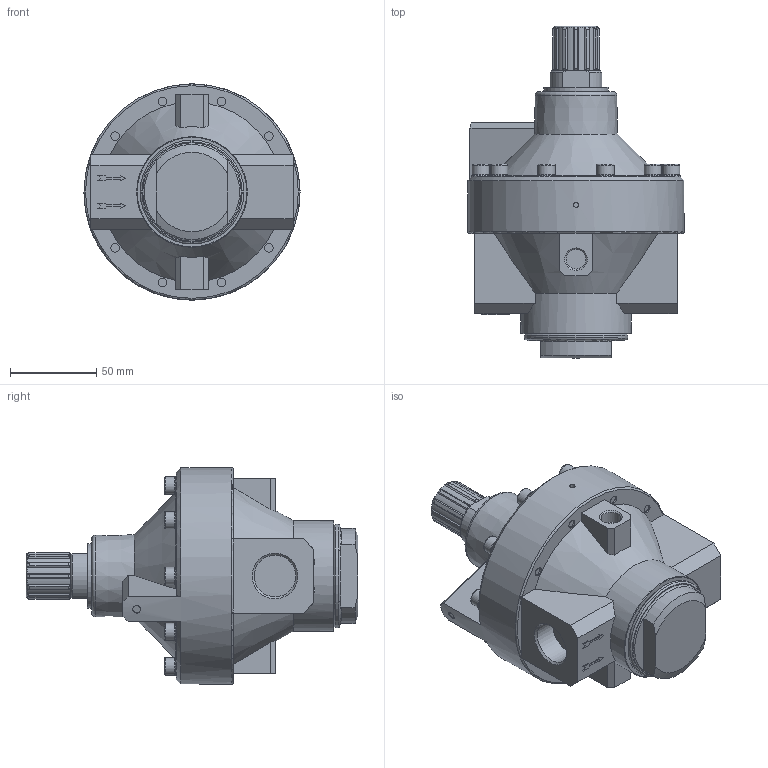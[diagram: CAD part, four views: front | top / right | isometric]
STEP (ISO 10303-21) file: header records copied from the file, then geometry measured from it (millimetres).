
FILE_DESCRIPTION( ( 'STEP AP214' ), ' ' );
FILE_NAME( '9.1554.00.230.0.stp', '2017-03-08T09:30:07', ( '' ), ( '' ), ' ', 'PARTsolutions', ' ' );
FILE_SCHEMA( ( 'AUTOMOTIVE_DESIGN { 1 0 10303 214 1 1 1 1 }' ) );
Length unit declared in the file: millimetre
Products named in the file (2): 9.1554.00.230.0; _DRP 50 A(00)-1
Assembly tree (1 placements, depth 2):
  9.1554.00.230.0
    _DRP 50 A(00)-1
Bounding box: 125 x 192 x 125 mm (x, y, z)
Volume: 973227 mm3; surface area: 72919.9 mm2
Topology: 1 solids, 1 shells, 328 faces, 813 edges, 523 vertices
Faces by surface type: plane 190, cylinder 91, cone 25, torus 22
Full cylindrical faces by diameter (mm): 3 x2, 4.5 x1, 4.917 x8, 10 x10, 11 x10, 11.445 x1, 21 x1, 24.117 x2, 37.5 x1, 60 x1, 64 x1, 125 x1
Entity records: 12442 total; most frequent: CARTESIAN_POINT 2400, DIRECTION 1518, ORIENTED_EDGE 1434, EDGE_CURVE 717, AXIS2_PLACEMENT_3D 560, VERTEX_POINT 502, EDGE_LOOP 439, LINE 398
